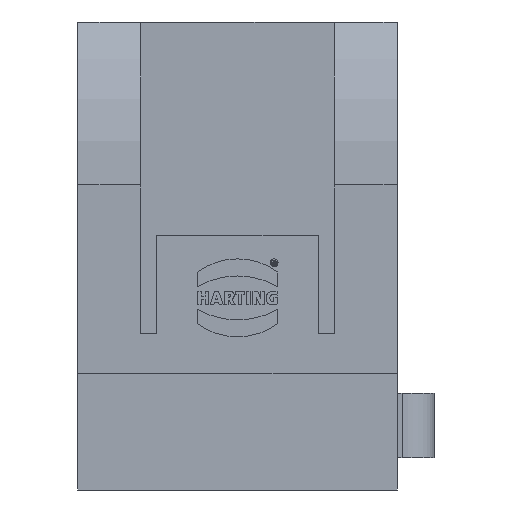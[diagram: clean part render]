
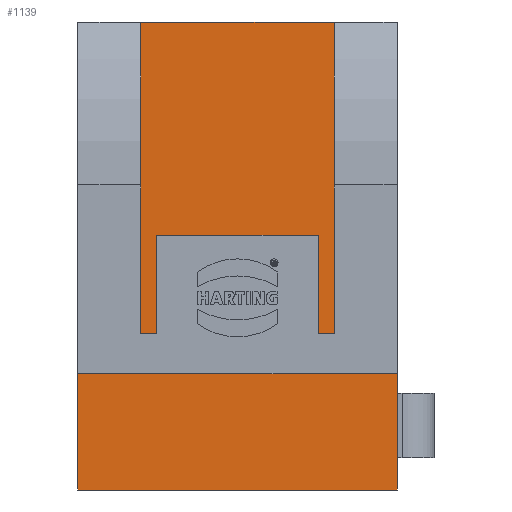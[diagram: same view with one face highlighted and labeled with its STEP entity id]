
A CAD part, front view. The second image highlights one B-rep face of the part: STEP entity #1139.
In plain terms, the highlighted planar face has unit normal (0, -1, 0).
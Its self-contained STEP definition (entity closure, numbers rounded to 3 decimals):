
#996=FACE_OUTER_BOUND('',#2202,.T.);
#1139=ADVANCED_FACE('',(#996),#1282,.T.);
#1282=PLANE('',#4049);
#1483=LINE('',#5180,#1843);
#1491=LINE('',#5202,#1851);
#1497=LINE('',#5217,#1857);
#1568=LINE('',#5381,#1928);
#1571=LINE('',#5386,#1931);
#1573=LINE('',#5390,#1933);
#1577=LINE('',#5398,#1937);
#1580=LINE('',#5403,#1940);
#1582=LINE('',#5407,#1942);
#1583=LINE('',#5409,#1943);
#1584=LINE('',#5411,#1944);
#1585=LINE('',#5412,#1945);
#1843=VECTOR('',#4270,1.);
#1851=VECTOR('',#4286,1.);
#1857=VECTOR('',#4300,1.);
#1928=VECTOR('',#4451,1.);
#1931=VECTOR('',#4456,1.);
#1933=VECTOR('',#4460,1.);
#1937=VECTOR('',#4466,1.);
#1940=VECTOR('',#4469,1.);
#1942=VECTOR('',#4473,1.);
#1943=VECTOR('',#4476,1.);
#1944=VECTOR('',#4479,1.);
#1945=VECTOR('',#4480,1.);
#2202=EDGE_LOOP('',(#2637,#2638,#2639,#2640,#2641,#2642,#2643,#2644,#2645,
#2646,#2647,#2648));
#2637=ORIENTED_EDGE('',*,*,#3605,.F.);
#2638=ORIENTED_EDGE('',*,*,#3602,.T.);
#2639=ORIENTED_EDGE('',*,*,#3595,.T.);
#2640=ORIENTED_EDGE('',*,*,#3593,.T.);
#2641=ORIENTED_EDGE('',*,*,#3590,.T.);
#2642=ORIENTED_EDGE('',*,*,#3499,.T.);
#2643=ORIENTED_EDGE('',*,*,#3606,.T.);
#2644=ORIENTED_EDGE('',*,*,#3489,.T.);
#2645=ORIENTED_EDGE('',*,*,#3607,.T.);
#2646=ORIENTED_EDGE('',*,*,#3599,.T.);
#2647=ORIENTED_EDGE('',*,*,#3507,.F.);
#2648=ORIENTED_EDGE('',*,*,#3604,.T.);
#3214=VERTEX_POINT('',#5174);
#3217=VERTEX_POINT('',#5179);
#3227=VERTEX_POINT('',#5201);
#3228=VERTEX_POINT('',#5203);
#3230=VERTEX_POINT('',#5212);
#3232=VERTEX_POINT('',#5216);
#3286=VERTEX_POINT('',#5382);
#3287=VERTEX_POINT('',#5387);
#3288=VERTEX_POINT('',#5391);
#3290=VERTEX_POINT('',#5397);
#3291=VERTEX_POINT('',#5399);
#3293=VERTEX_POINT('',#5406);
#3489=EDGE_CURVE('',#3214,#3217,#1483,.T.);
#3499=EDGE_CURVE('',#3228,#3227,#1491,.T.);
#3507=EDGE_CURVE('',#3232,#3230,#1497,.T.);
#3590=EDGE_CURVE('',#3286,#3228,#1568,.T.);
#3593=EDGE_CURVE('',#3287,#3286,#1571,.T.);
#3595=EDGE_CURVE('',#3288,#3287,#1573,.T.);
#3599=EDGE_CURVE('',#3291,#3230,#1577,.T.);
#3602=EDGE_CURVE('',#3290,#3288,#1580,.T.);
#3604=EDGE_CURVE('',#3232,#3293,#1582,.T.);
#3605=EDGE_CURVE('',#3290,#3293,#1583,.T.);
#3606=EDGE_CURVE('',#3227,#3214,#1584,.T.);
#3607=EDGE_CURVE('',#3217,#3291,#1585,.T.);
#4049=AXIS2_PLACEMENT_3D('',#5413,#4481,#4482);
#4270=DIRECTION('',(-1.,0.,0.));
#4286=DIRECTION('',(-1.,0.,0.));
#4300=DIRECTION('',(0.,0.,1.));
#4451=DIRECTION('',(0.,0.,1.));
#4456=DIRECTION('',(-1.,0.,0.));
#4460=DIRECTION('',(0.,0.,1.));
#4466=DIRECTION('',(-1.,0.,0.));
#4469=DIRECTION('',(-1.,0.,0.));
#4473=DIRECTION('',(1.,0.,0.));
#4476=DIRECTION('',(0.,0.,-1.));
#4479=DIRECTION('',(0.,0.,-1.));
#4480=DIRECTION('',(0.,0.,-1.));
#4481=DIRECTION('',(0.,-1.,0.));
#4482=DIRECTION('',(1.,0.,0.));
#5174=CARTESIAN_POINT('',(-6.,-0.509,12.684));
#5179=CARTESIAN_POINT('',(-7.7,-0.509,12.684));
#5180=CARTESIAN_POINT('',(-6.,-0.509,12.684));
#5201=CARTESIAN_POINT('',(-6.,-0.509,14.484));
#5202=CARTESIAN_POINT('',(6.,-0.509,14.484));
#5203=CARTESIAN_POINT('',(6.,-0.509,14.484));
#5212=CARTESIAN_POINT('',(-9.9,-0.509,-7.316));
#5216=CARTESIAN_POINT('',(-9.9,-0.509,-14.516));
#5217=CARTESIAN_POINT('',(-9.9,-0.509,-14.616));
#5381=CARTESIAN_POINT('',(6.,-0.509,12.684));
#5382=CARTESIAN_POINT('',(6.,-0.509,12.684));
#5386=CARTESIAN_POINT('',(7.7,-0.509,12.684));
#5387=CARTESIAN_POINT('',(7.7,-0.509,12.684));
#5390=CARTESIAN_POINT('',(7.7,-0.509,-7.316));
#5391=CARTESIAN_POINT('',(7.7,-0.509,-7.316));
#5397=CARTESIAN_POINT('',(9.9,-0.509,-7.316));
#5398=CARTESIAN_POINT('',(-7.7,-0.509,-7.316));
#5399=CARTESIAN_POINT('',(-7.7,-0.509,-7.316));
#5403=CARTESIAN_POINT('',(9.1,-0.509,-7.316));
#5406=CARTESIAN_POINT('',(9.9,-0.509,-14.516));
#5407=CARTESIAN_POINT('',(-9.1,-0.509,-14.516));
#5409=CARTESIAN_POINT('',(9.9,-0.509,-14.616));
#5411=CARTESIAN_POINT('',(-6.,-0.509,14.484));
#5412=CARTESIAN_POINT('',(-7.7,-0.509,12.684));
#5413=CARTESIAN_POINT('',(-9.9,-0.509,-14.516));
